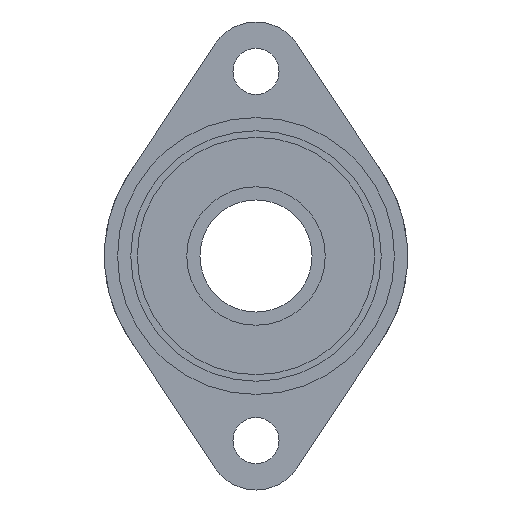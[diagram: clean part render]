
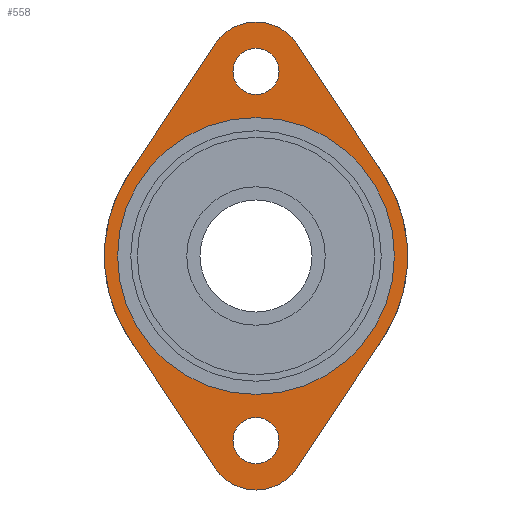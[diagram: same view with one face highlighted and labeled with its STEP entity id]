
A CAD part, front view. The second image highlights one B-rep face of the part: STEP entity #558.
In plain terms, the highlighted planar face has unit normal (0, -1, 0).
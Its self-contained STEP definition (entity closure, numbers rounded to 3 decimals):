
#4 = DIRECTION ( 'NONE',  ( 0., 1., 0. ) ) ;
#19 = EDGE_CURVE ( 'NONE', #414, #1254, #920, .T. ) ;
#30 = ORIENTED_EDGE ( 'NONE', *, *, #1257, .T. ) ;
#51 = CARTESIAN_POINT ( 'NONE',  ( -19.154, 0., 12.732 ) ) ;
#60 = CARTESIAN_POINT ( 'NONE',  ( 0., 0., -28. ) ) ;
#74 = CARTESIAN_POINT ( 'NONE',  ( 6.246, 0., 32.152 ) ) ;
#96 = DIRECTION ( 'NONE',  ( 0., 1., 0. ) ) ;
#107 = ORIENTED_EDGE ( 'NONE', *, *, #1194, .F. ) ;
#123 = EDGE_CURVE ( 'NONE', #643, #702, #1707, .T. ) ;
#142 = AXIS2_PLACEMENT_3D ( 'NONE', #527, #233, #360 ) ;
#161 = CARTESIAN_POINT ( 'NONE',  ( 0., 0., 21. ) ) ;
#172 = ORIENTED_EDGE ( 'NONE', *, *, #1383, .F. ) ;
#196 = ORIENTED_EDGE ( 'NONE', *, *, #1556, .T. ) ;
#204 = DIRECTION ( 'NONE',  ( 0., 0., 1. ) ) ;
#212 = VECTOR ( 'NONE', #1428, 1000. ) ;
#233 = DIRECTION ( 'NONE',  ( 0., 1., 0. ) ) ;
#238 = CARTESIAN_POINT ( 'NONE',  ( 0., 0., -28. ) ) ;
#240 = CARTESIAN_POINT ( 'NONE',  ( 0., 0., 0. ) ) ;
#249 = EDGE_CURVE ( 'NONE', #1326, #1916, #1400, .T. ) ;
#251 = EDGE_LOOP ( 'NONE', ( #172, #1777 ) ) ;
#292 = CIRCLE ( 'NONE', #1450, 7.5 ) ;
#333 = VECTOR ( 'NONE', #470, 1000. ) ;
#355 = EDGE_LOOP ( 'NONE', ( #30, #1917 ) ) ;
#360 = DIRECTION ( 'NONE',  ( 0., 0., 1. ) ) ;
#362 = ORIENTED_EDGE ( 'NONE', *, *, #1731, .F. ) ;
#364 = EDGE_LOOP ( 'NONE', ( #503, #701 ) ) ;
#370 = DIRECTION ( 'NONE',  ( 0., 0., 1. ) ) ;
#390 = CARTESIAN_POINT ( 'NONE',  ( -19.154, 0., 12.732 ) ) ;
#399 = DIRECTION ( 'NONE',  ( 0., 0., 1. ) ) ;
#403 = AXIS2_PLACEMENT_3D ( 'NONE', #240, #1751, #977 ) ;
#413 = CARTESIAN_POINT ( 'NONE',  ( 0., 0., 28. ) ) ;
#414 = VERTEX_POINT ( 'NONE', #1914 ) ;
#431 = VERTEX_POINT ( 'NONE', #1635 ) ;
#433 = PLANE ( 'NONE',  #1209 ) ;
#470 = DIRECTION ( 'NONE',  ( -0.554, 0., 0.833 ) ) ;
#481 = ORIENTED_EDGE ( 'NONE', *, *, #19, .T. ) ;
#492 = CARTESIAN_POINT ( 'NONE',  ( 0., 0., 28. ) ) ;
#498 = VERTEX_POINT ( 'NONE', #607 ) ;
#503 = ORIENTED_EDGE ( 'NONE', *, *, #521, .T. ) ;
#521 = EDGE_CURVE ( 'NONE', #702, #643, #812, .T. ) ;
#527 = CARTESIAN_POINT ( 'NONE',  ( 0., 0., -28. ) ) ;
#558 = ADVANCED_FACE ( 'NONE', ( #1881, #1073, #1388, #680 ), #433, .F. ) ;
#585 = AXIS2_PLACEMENT_3D ( 'NONE', #809, #1546, #1701 ) ;
#593 = VERTEX_POINT ( 'NONE', #783 ) ;
#598 = ORIENTED_EDGE ( 'NONE', *, *, #249, .F. ) ;
#603 = DIRECTION ( 'NONE',  ( 0., 0., 1. ) ) ;
#604 = CARTESIAN_POINT ( 'NONE',  ( 19.154, 0., 12.732 ) ) ;
#607 = CARTESIAN_POINT ( 'NONE',  ( 19.154, 0., -12.732 ) ) ;
#613 = CIRCLE ( 'NONE', #1634, 3.5 ) ;
#634 = DIRECTION ( 'NONE',  ( 0., 0., 1. ) ) ;
#643 = VERTEX_POINT ( 'NONE', #161 ) ;
#650 = EDGE_CURVE ( 'NONE', #1471, #1655, #992, .T. ) ;
#666 = CIRCLE ( 'NONE', #1717, 23. ) ;
#672 = CARTESIAN_POINT ( 'NONE',  ( 0., 0., -31.5 ) ) ;
#680 = FACE_BOUND ( 'NONE', #355, .T. ) ;
#689 = EDGE_CURVE ( 'NONE', #431, #1254, #292, .T. ) ;
#696 = CARTESIAN_POINT ( 'NONE',  ( 19.154, 0., -12.732 ) ) ;
#701 = ORIENTED_EDGE ( 'NONE', *, *, #123, .T. ) ;
#702 = VERTEX_POINT ( 'NONE', #1541 ) ;
#708 = AXIS2_PLACEMENT_3D ( 'NONE', #1493, #4, #1787 ) ;
#713 = CIRCLE ( 'NONE', #1776, 3.5 ) ;
#724 = AXIS2_PLACEMENT_3D ( 'NONE', #238, #965, #975 ) ;
#783 = CARTESIAN_POINT ( 'NONE',  ( 0., 0., -24.5 ) ) ;
#809 = CARTESIAN_POINT ( 'NONE',  ( 0., 0., -28. ) ) ;
#812 = CIRCLE ( 'NONE', #708, 21. ) ;
#842 = DIRECTION ( 'NONE',  ( 0., -1., 0. ) ) ;
#856 = EDGE_CURVE ( 'NONE', #414, #498, #666, .T. ) ;
#859 = VERTEX_POINT ( 'NONE', #1865 ) ;
#878 = VERTEX_POINT ( 'NONE', #672 ) ;
#880 = EDGE_LOOP ( 'NONE', ( #107, #598, #196, #362, #1554, #943, #1389, #481, #1427 ) ) ;
#895 = VECTOR ( 'NONE', #1359, 1000. ) ;
#897 = CIRCLE ( 'NONE', #585, 7.5 ) ;
#920 = LINE ( 'NONE', #604, #333 ) ;
#929 = DIRECTION ( 'NONE',  ( 0., -1., 0. ) ) ;
#943 = ORIENTED_EDGE ( 'NONE', *, *, #1758, .F. ) ;
#955 = AXIS2_PLACEMENT_3D ( 'NONE', #1237, #1099, #204 ) ;
#965 = DIRECTION ( 'NONE',  ( 0., 1., 0. ) ) ;
#975 = DIRECTION ( 'NONE',  ( 0., 0., 1. ) ) ;
#976 = AXIS2_PLACEMENT_3D ( 'NONE', #1833, #929, #1682 ) ;
#977 = DIRECTION ( 'NONE',  ( 0., 0., 1. ) ) ;
#992 = CIRCLE ( 'NONE', #976, 3.5 ) ;
#1034 = LINE ( 'NONE', #51, #1444 ) ;
#1047 = CARTESIAN_POINT ( 'NONE',  ( 0., 0., 0. ) ) ;
#1073 = FACE_BOUND ( 'NONE', #251, .T. ) ;
#1099 = DIRECTION ( 'NONE',  ( 0., 1., 0. ) ) ;
#1100 = DIRECTION ( 'NONE',  ( 0.554, 0., 0.833 ) ) ;
#1157 = CARTESIAN_POINT ( 'NONE',  ( 6.246, 0., -32.152 ) ) ;
#1194 = EDGE_CURVE ( 'NONE', #1916, #431, #1034, .T. ) ;
#1203 = CIRCLE ( 'NONE', #142, 3.5 ) ;
#1209 = AXIS2_PLACEMENT_3D ( 'NONE', #1047, #1500, #603 ) ;
#1237 = CARTESIAN_POINT ( 'NONE',  ( 0., 0., 0. ) ) ;
#1249 = EDGE_CURVE ( 'NONE', #1864, #859, #897, .T. ) ;
#1254 = VERTEX_POINT ( 'NONE', #74 ) ;
#1257 = EDGE_CURVE ( 'NONE', #878, #593, #713, .T. ) ;
#1279 = DIRECTION ( 'NONE',  ( 0., 0., 1. ) ) ;
#1326 = VERTEX_POINT ( 'NONE', #1432 ) ;
#1359 = DIRECTION ( 'NONE',  ( 0.554, 0., -0.833 ) ) ;
#1383 = EDGE_CURVE ( 'NONE', #1655, #1471, #613, .T. ) ;
#1386 = CARTESIAN_POINT ( 'NONE',  ( 0., 0., 24.5 ) ) ;
#1388 = FACE_BOUND ( 'NONE', #364, .T. ) ;
#1389 = ORIENTED_EDGE ( 'NONE', *, *, #856, .F. ) ;
#1400 = CIRCLE ( 'NONE', #403, 23. ) ;
#1406 = CARTESIAN_POINT ( 'NONE',  ( -6.246, 0., -32.152 ) ) ;
#1427 = ORIENTED_EDGE ( 'NONE', *, *, #689, .F. ) ;
#1428 = DIRECTION ( 'NONE',  ( -0.554, 0., -0.833 ) ) ;
#1432 = CARTESIAN_POINT ( 'NONE',  ( -19.154, 0., -12.732 ) ) ;
#1444 = VECTOR ( 'NONE', #1100, 1000. ) ;
#1449 = CARTESIAN_POINT ( 'NONE',  ( 0., 0., 0. ) ) ;
#1450 = AXIS2_PLACEMENT_3D ( 'NONE', #492, #1525, #634 ) ;
#1471 = VERTEX_POINT ( 'NONE', #1666 ) ;
#1493 = CARTESIAN_POINT ( 'NONE',  ( 0., 0., 0. ) ) ;
#1500 = DIRECTION ( 'NONE',  ( 0., 1., 0. ) ) ;
#1525 = DIRECTION ( 'NONE',  ( 0., 1., 0. ) ) ;
#1526 = LINE ( 'NONE', #696, #212 ) ;
#1541 = CARTESIAN_POINT ( 'NONE',  ( 0., 0., -21. ) ) ;
#1546 = DIRECTION ( 'NONE',  ( 0., 1., 0. ) ) ;
#1554 = ORIENTED_EDGE ( 'NONE', *, *, #1249, .F. ) ;
#1556 = EDGE_CURVE ( 'NONE', #1326, #1754, #1838, .T. ) ;
#1570 = DIRECTION ( 'NONE',  ( 0., 1., 0. ) ) ;
#1634 = AXIS2_PLACEMENT_3D ( 'NONE', #413, #842, #399 ) ;
#1635 = CARTESIAN_POINT ( 'NONE',  ( -6.246, 0., 32.152 ) ) ;
#1653 = CARTESIAN_POINT ( 'NONE',  ( -19.154, 0., -12.732 ) ) ;
#1655 = VERTEX_POINT ( 'NONE', #1386 ) ;
#1666 = CARTESIAN_POINT ( 'NONE',  ( 0., 0., 31.5 ) ) ;
#1682 = DIRECTION ( 'NONE',  ( 0., 0., 1. ) ) ;
#1701 = DIRECTION ( 'NONE',  ( 0., 0., 1. ) ) ;
#1707 = CIRCLE ( 'NONE', #955, 21. ) ;
#1712 = EDGE_CURVE ( 'NONE', #593, #878, #1203, .T. ) ;
#1717 = AXIS2_PLACEMENT_3D ( 'NONE', #1449, #96, #1279 ) ;
#1731 = EDGE_CURVE ( 'NONE', #859, #1754, #1930, .T. ) ;
#1751 = DIRECTION ( 'NONE',  ( 0., 1., 0. ) ) ;
#1754 = VERTEX_POINT ( 'NONE', #1406 ) ;
#1758 = EDGE_CURVE ( 'NONE', #498, #1864, #1526, .T. ) ;
#1776 = AXIS2_PLACEMENT_3D ( 'NONE', #60, #1570, #370 ) ;
#1777 = ORIENTED_EDGE ( 'NONE', *, *, #650, .F. ) ;
#1787 = DIRECTION ( 'NONE',  ( 0., 0., 1. ) ) ;
#1833 = CARTESIAN_POINT ( 'NONE',  ( 0., 0., 28. ) ) ;
#1838 = LINE ( 'NONE', #1653, #895 ) ;
#1864 = VERTEX_POINT ( 'NONE', #1157 ) ;
#1865 = CARTESIAN_POINT ( 'NONE',  ( 0., 0., -35.5 ) ) ;
#1881 = FACE_OUTER_BOUND ( 'NONE', #880, .T. ) ;
#1914 = CARTESIAN_POINT ( 'NONE',  ( 19.154, 0., 12.732 ) ) ;
#1916 = VERTEX_POINT ( 'NONE', #390 ) ;
#1917 = ORIENTED_EDGE ( 'NONE', *, *, #1712, .T. ) ;
#1930 = CIRCLE ( 'NONE', #724, 7.5 ) ;
